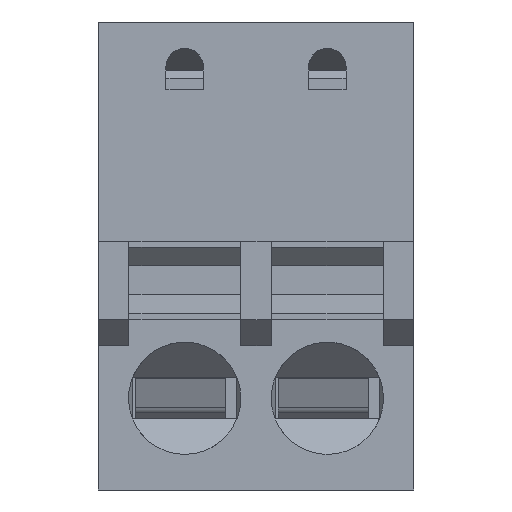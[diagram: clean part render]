
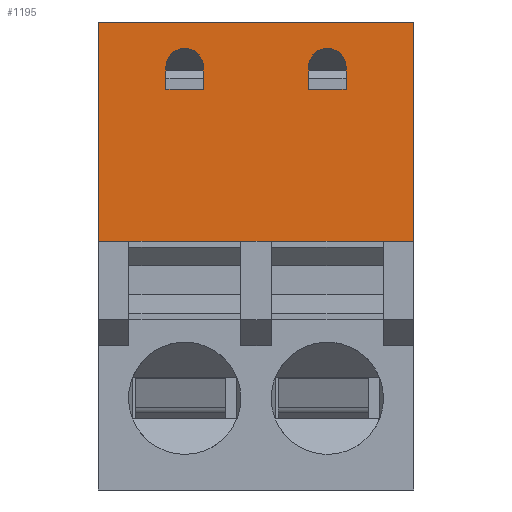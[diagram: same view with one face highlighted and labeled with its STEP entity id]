
A CAD part, front view. The second image highlights one B-rep face of the part: STEP entity #1195.
In plain terms, the highlighted planar face has unit normal (0, -1, 0).
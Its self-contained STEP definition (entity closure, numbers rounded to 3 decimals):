
#1195 = ADVANCED_FACE( '', ( #2513, #2514, #2515 ), #2516, .F. );
#2513 = FACE_BOUND( '', #3999, .T. );
#2514 = FACE_BOUND( '', #4000, .T. );
#2515 = FACE_OUTER_BOUND( '', #4001, .T. );
#2516 = PLANE( '', #4002 );
#3999 = EDGE_LOOP( '', ( #7278, #7279, #7280, #7281 ) );
#4000 = EDGE_LOOP( '', ( #7282, #7283, #7284, #7285 ) );
#4001 = EDGE_LOOP( '', ( #7286, #7287, #7288, #7289, #7290, #7291, #7292, #7293 ) );
#4002 = AXIS2_PLACEMENT_3D( '', #7294, #7295, #7296 );
#7278 = ORIENTED_EDGE( '', *, *, #10619, .F. );
#7279 = ORIENTED_EDGE( '', *, *, #10620, .F. );
#7280 = ORIENTED_EDGE( '', *, *, #10621, .F. );
#7281 = ORIENTED_EDGE( '', *, *, #10622, .F. );
#7282 = ORIENTED_EDGE( '', *, *, #10139, .F. );
#7283 = ORIENTED_EDGE( '', *, *, #10417, .F. );
#7284 = ORIENTED_EDGE( '', *, *, #10623, .F. );
#7285 = ORIENTED_EDGE( '', *, *, #10522, .F. );
#7286 = ORIENTED_EDGE( '', *, *, #10468, .T. );
#7287 = ORIENTED_EDGE( '', *, *, #10122, .T. );
#7288 = ORIENTED_EDGE( '', *, *, #9980, .T. );
#7289 = ORIENTED_EDGE( '', *, *, #10624, .F. );
#7290 = ORIENTED_EDGE( '', *, *, #9682, .F. );
#7291 = ORIENTED_EDGE( '', *, *, #9621, .F. );
#7292 = ORIENTED_EDGE( '', *, *, #10625, .F. );
#7293 = ORIENTED_EDGE( '', *, *, #10366, .F. );
#7294 = CARTESIAN_POINT( '', ( 16.429, -5.75, 6.25 ) );
#7295 = DIRECTION( '', ( 0., 1., 0. ) );
#7296 = DIRECTION( '', ( 0., 0., 1. ) );
#9621 = EDGE_CURVE( '', #11723, #11725, #11726, .T. );
#9682 = EDGE_CURVE( '', #11725, #11832, #11833, .T. );
#9980 = EDGE_CURVE( '', #12330, #12328, #12331, .T. );
#10122 = EDGE_CURVE( '', #12550, #12330, #12551, .T. );
#10139 = EDGE_CURVE( '', #12574, #12576, #12577, .T. );
#10366 = EDGE_CURVE( '', #12897, #12893, #12899, .T. );
#10417 = EDGE_CURVE( '', #12971, #12574, #12973, .T. );
#10468 = EDGE_CURVE( '', #12897, #12550, #13045, .T. );
#10522 = EDGE_CURVE( '', #12576, #13117, #13118, .T. );
#10619 = EDGE_CURVE( '', #13245, #13246, #13247, .T. );
#10620 = EDGE_CURVE( '', #13248, #13245, #13249, .T. );
#10621 = EDGE_CURVE( '', #13250, #13248, #13251, .T. );
#10622 = EDGE_CURVE( '', #13246, #13250, #13252, .T. );
#10623 = EDGE_CURVE( '', #13117, #12971, #13253, .T. );
#10624 = EDGE_CURVE( '', #11832, #12328, #13254, .T. );
#10625 = EDGE_CURVE( '', #12893, #11723, #13255, .T. );
#11723 = VERTEX_POINT( '', #14709 );
#11725 = VERTEX_POINT( '', #14712 );
#11726 = LINE( '', #14713, #14714 );
#11832 = VERTEX_POINT( '', #14879 );
#11833 = LINE( '', #14880, #14881 );
#12328 = VERTEX_POINT( '', #15611 );
#12330 = VERTEX_POINT( '', #15614 );
#12331 = LINE( '', #15615, #15616 );
#12550 = VERTEX_POINT( '', #15957 );
#12551 = LINE( '', #15958, #15959 );
#12574 = VERTEX_POINT( '', #15993 );
#12576 = VERTEX_POINT( '', #15996 );
#12577 = LINE( '', #15997, #15998 );
#12893 = VERTEX_POINT( '', #16464 );
#12897 = VERTEX_POINT( '', #16470 );
#12899 = LINE( '', #16473, #16474 );
#12971 = VERTEX_POINT( '', #16582 );
#12973 = LINE( '', #16585, #16586 );
#13045 = LINE( '', #16697, #16698 );
#13117 = VERTEX_POINT( '', #16809 );
#13118 = LINE( '', #16810, #16811 );
#13245 = VERTEX_POINT( '', #17001 );
#13246 = VERTEX_POINT( '', #17002 );
#13247 = LINE( '', #17003, #17004 );
#13248 = VERTEX_POINT( '', #17005 );
#13249 = LINE( '', #17006, #17007 );
#13250 = VERTEX_POINT( '', #17008 );
#13251 = CIRCLE( '', #17009, 0.5 );
#13252 = LINE( '', #17010, #17011 );
#13253 = CIRCLE( '', #17012, 0.5 );
#13254 = LINE( '', #17013, #17014 );
#13255 = LINE( '', #17015, #17016 );
#14709 = CARTESIAN_POINT( '', ( 0.405, -5.75, 0.4 ) );
#14712 = CARTESIAN_POINT( '', ( -0.405, -5.75, 0.4 ) );
#14713 = CARTESIAN_POINT( '', ( 16.429, -5.75, 0.4 ) );
#14714 = VECTOR( '', #18120, 1000. );
#14879 = CARTESIAN_POINT( '', ( -3.405, -5.75, 0.4 ) );
#14880 = CARTESIAN_POINT( '', ( 16.429, -5.75, 0.4 ) );
#14881 = VECTOR( '', #18183, 1000. );
#15611 = CARTESIAN_POINT( '', ( -4.21, -5.75, 0.4 ) );
#15614 = CARTESIAN_POINT( '', ( -4.21, -5.75, 6.25 ) );
#15615 = CARTESIAN_POINT( '', ( -4.21, -5.75, 6.25 ) );
#15616 = VECTOR( '', #18477, 1000. );
#15957 = CARTESIAN_POINT( '', ( 4.21, -5.75, 6.25 ) );
#15958 = CARTESIAN_POINT( '', ( 16.429, -5.75, 6.25 ) );
#15959 = VECTOR( '', #18603, 1000. );
#15993 = CARTESIAN_POINT( '', ( -2.405, -5.75, 4.45 ) );
#15996 = CARTESIAN_POINT( '', ( -1.405, -5.75, 4.45 ) );
#15997 = CARTESIAN_POINT( '', ( -2.405, -5.75, 4.45 ) );
#15998 = VECTOR( '', #18616, 1000. );
#16464 = CARTESIAN_POINT( '', ( 3.405, -5.75, 0.4 ) );
#16470 = CARTESIAN_POINT( '', ( 4.21, -5.75, 0.4 ) );
#16473 = CARTESIAN_POINT( '', ( 16.429, -5.75, 0.4 ) );
#16474 = VECTOR( '', #18818, 1000. );
#16582 = CARTESIAN_POINT( '', ( -2.405, -5.75, 5.05 ) );
#16585 = CARTESIAN_POINT( '', ( -2.405, -5.75, 4.45 ) );
#16586 = VECTOR( '', #18856, 1000. );
#16697 = CARTESIAN_POINT( '', ( 4.21, -5.75, 6.25 ) );
#16698 = VECTOR( '', #18902, 1000. );
#16809 = CARTESIAN_POINT( '', ( -1.405, -5.75, 5.05 ) );
#16810 = CARTESIAN_POINT( '', ( -1.405, -5.75, 4.45 ) );
#16811 = VECTOR( '', #18942, 1000. );
#17001 = CARTESIAN_POINT( '', ( 1.405, -5.75, 4.45 ) );
#17002 = CARTESIAN_POINT( '', ( 2.405, -5.75, 4.45 ) );
#17003 = CARTESIAN_POINT( '', ( 1.405, -5.75, 4.45 ) );
#17004 = VECTOR( '', #19027, 1000. );
#17005 = CARTESIAN_POINT( '', ( 1.405, -5.75, 5.05 ) );
#17006 = CARTESIAN_POINT( '', ( 1.405, -5.75, 4.45 ) );
#17007 = VECTOR( '', #19028, 1000. );
#17008 = CARTESIAN_POINT( '', ( 2.405, -5.75, 5.05 ) );
#17009 = AXIS2_PLACEMENT_3D( '', #19029, #19030, #19031 );
#17010 = CARTESIAN_POINT( '', ( 2.405, -5.75, 4.45 ) );
#17011 = VECTOR( '', #19032, 1000. );
#17012 = AXIS2_PLACEMENT_3D( '', #19033, #19034, #19035 );
#17013 = CARTESIAN_POINT( '', ( 16.429, -5.75, 0.4 ) );
#17014 = VECTOR( '', #19036, 1000. );
#17015 = CARTESIAN_POINT( '', ( 16.429, -5.75, 0.4 ) );
#17016 = VECTOR( '', #19037, 1000. );
#18120 = DIRECTION( '', ( -1., 0., 0. ) );
#18183 = DIRECTION( '', ( -1., 0., 0. ) );
#18477 = DIRECTION( '', ( 0., 0., -1. ) );
#18603 = DIRECTION( '', ( -1., 0., 0. ) );
#18616 = DIRECTION( '', ( 1., 0., 0. ) );
#18818 = DIRECTION( '', ( -1., 0., 0. ) );
#18856 = DIRECTION( '', ( 0., 0., -1. ) );
#18902 = DIRECTION( '', ( 0., 0., 1. ) );
#18942 = DIRECTION( '', ( 0., 0., 1. ) );
#19027 = DIRECTION( '', ( 1., 0., 0. ) );
#19028 = DIRECTION( '', ( 0., 0., -1. ) );
#19029 = CARTESIAN_POINT( '', ( 1.905, -5.75, 5.05 ) );
#19030 = DIRECTION( '', ( 0., -1., 0. ) );
#19031 = DIRECTION( '', ( 1., 0., 0. ) );
#19032 = DIRECTION( '', ( 0., 0., 1. ) );
#19033 = CARTESIAN_POINT( '', ( -1.905, -5.75, 5.05 ) );
#19034 = DIRECTION( '', ( 0., -1., 0. ) );
#19035 = DIRECTION( '', ( 1., 0., 0. ) );
#19036 = DIRECTION( '', ( -1., 0., 0. ) );
#19037 = DIRECTION( '', ( -1., 0., 0. ) );
